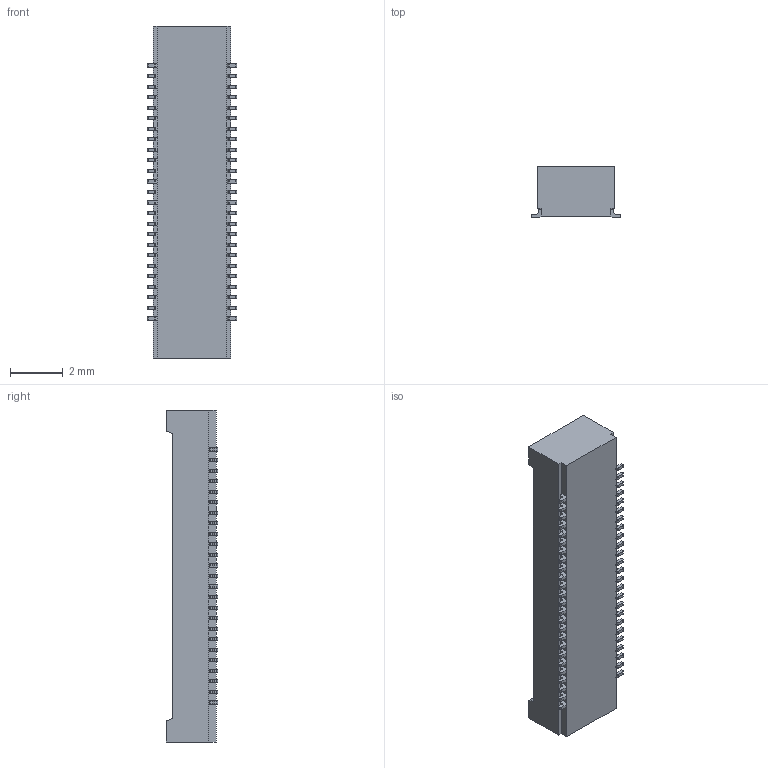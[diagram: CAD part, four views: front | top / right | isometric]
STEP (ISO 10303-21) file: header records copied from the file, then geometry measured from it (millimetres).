
FILE_DESCRIPTION(('OneSpaceDesigner STEP Export'),'2;1');
FILE_NAME('DF40C(2.0)-50DS.stp','2008-08-01T14:28:21',(''),(''),'OneSpace Designer STEP processor for AP214 (Solid Model)','OneSpace Modeling 15.00A 14-Mar-2007 (C) CoCreate Software GmbH','');
FILE_SCHEMA(('AUTOMOTIVE_DESIGN { 1 0 10303 214 1 1 1 1 }'));
Length unit declared in the file: millimetre
Products named in the file (2): DF40C(2.0)-50DS-0.4V
Assembly tree (1 placements, depth 2):
  DF40C(2.0)-50DS-0.4V
    DF40C(2.0)-50DS-0.4V
Bounding box: 3.38 x 1.95 x 12.6 mm (x, y, z)
Volume: 50.7 mm3; surface area: 185.5 mm2
Topology: 1 solids, 1 shells, 1345 faces, 3678 edges, 2438 vertices
Faces by surface type: plane 919, cylinder 414, cone 12
Entity records: 41717 total; most frequent: ORIENTED_EDGE 7356, CARTESIAN_POINT 7309, DIRECTION 6910, EDGE_CURVE 3678, VECTOR 2832, LINE 2832, VERTEX_POINT 2438, AXIS2_PLACEMENT_3D 2039
